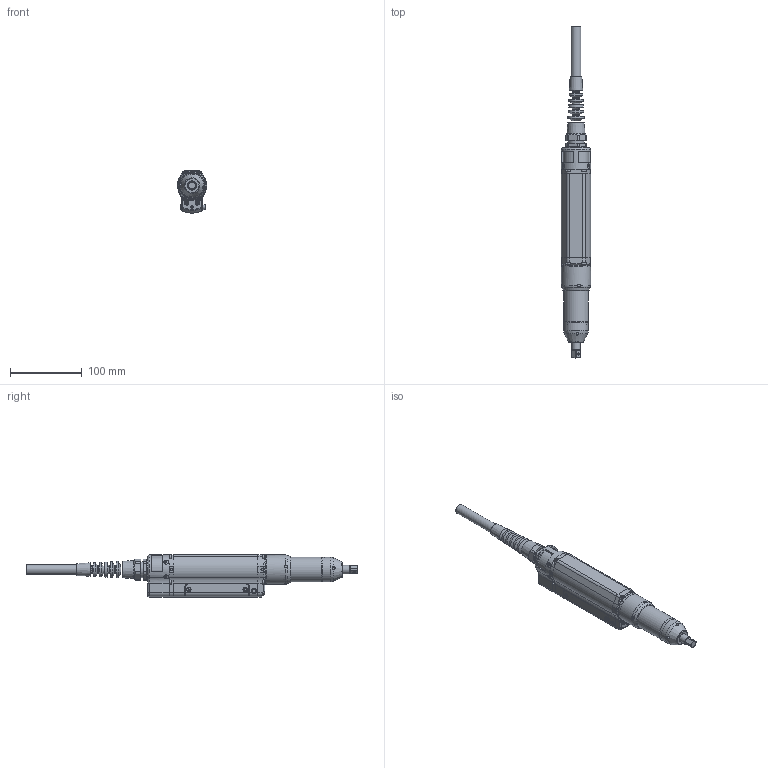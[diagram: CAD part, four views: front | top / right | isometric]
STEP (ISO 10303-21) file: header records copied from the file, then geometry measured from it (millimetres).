
FILE_DESCRIPTION(/* description */ (''),/* implementation_level */ '2;1');
FILE_NAME(/* name */ 'HFT-030M80-DP-H(16H-14002+D)_OUTLINE_20241125.stp',/* time_stamp */ '2024-11-25T11:29:26+09:00',/* author */ ('inoue'),/* organization */ (''),/* preprocessor_version */ 'ST-DEVELOPER v19.2',/* originating_system */ 'Autodesk Inventor 2023',/* authorisation */ '');
FILE_SCHEMA (('AUTOMOTIVE_DESIGN { 1 0 10303 214 3 1 1 }'));
Length unit declared in the file: millimetre
Products named in the file (1): HFT-030M80-DP-H(16H-14002+D)_OUTLINE_20241125
Bounding box: 40.99 x 464.02 x 59 mm (x, y, z)
Volume: 458853.9 mm3; surface area: 69517.5 mm2
Topology: 1 solids, 21 shells, 714 faces, 1733 edges, 1111 vertices
Faces by surface type: plane 383, cylinder 228, cone 62, torus 33, bspline 6, sphere 2
Full cylindrical faces by diameter (mm): 2.459 x5, 3 x14, 3.1 x4, 3.18 x1, 3.3 x4, 3.4 x14, 4.1 x8, 4.2 x1, 5.5 x10, 6 x8, 6.5 x2, 6.6 x4, 7 x2, 7.5 x2, 11.146 x5, 12 x1, 12.6 x1, 13 x1, 13.5 x1, 22.5 x1, 30 x1, 33 x1, 33.2 x1, 34.4 x2, 39.4 x1, 40.8 x1
Entity records: 22619 total; most frequent: CARTESIAN_POINT 5029, DIRECTION 3567, ORIENTED_EDGE 3442, EDGE_CURVE 1721, AXIS2_PLACEMENT_3D 1339, VERTEX_POINT 1111, LINE 889, VECTOR 889
